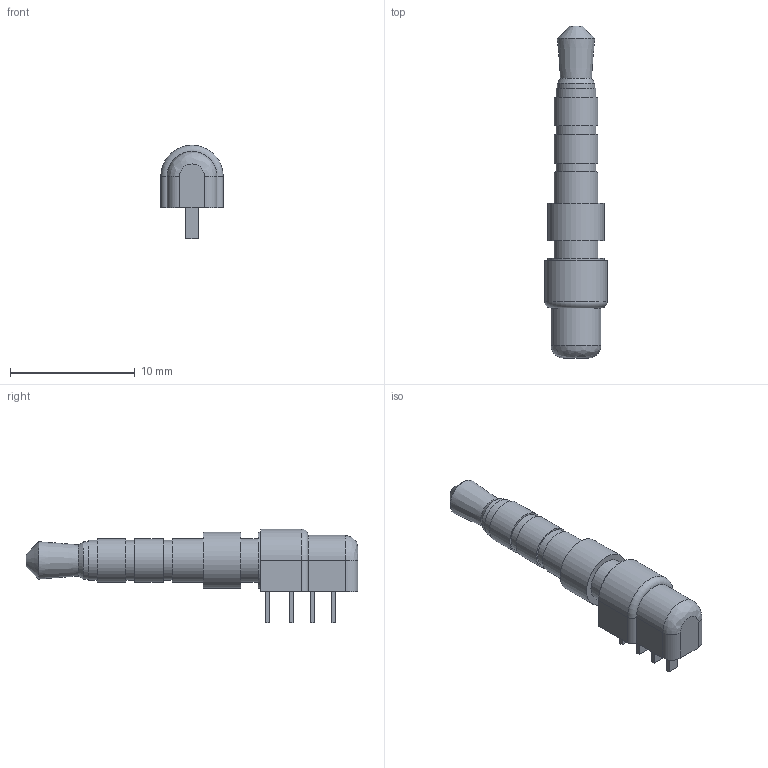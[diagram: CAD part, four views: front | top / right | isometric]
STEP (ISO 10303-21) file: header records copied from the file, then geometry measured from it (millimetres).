
FILE_DESCRIPTION(('FreeCAD Model'),'2;1');
FILE_NAME('Plug_3.5mm_CUI_SP-3541.step','2020-04-08T12:25:25',('kicad StepUp'),('ksu MCAD'), 'Open CASCADE STEP processor 7.3','FreeCAD','Unknown');
FILE_SCHEMA(('AUTOMOTIVE_DESIGN { 1 0 10303 214 1 1 1 1 }'));
Length unit declared in the file: millimetre
Products named in the file (1): Plug_3.5mm_CUI_SP-3541
Bounding box: 5 x 26.6 x 7.5 mm (x, y, z)
Volume: 327.2 mm3; surface area: 408.1 mm2
Topology: 1 solids, 1 shells, 58 faces, 120 edges, 78 vertices
Faces by surface type: plane 37, cylinder 16, cone 3, bspline 1, torus 1
Full cylindrical faces by diameter (mm): 3 x1, 3.2 x3, 3.5 x4, 4.5 x2
Entity records: 1953 total; most frequent: CARTESIAN_POINT 285, DIRECTION 262, ORIENTED_EDGE 240, EDGE_CURVE 120, AXIS2_PLACEMENT_3D 97, VERTEX_POINT 78, FACE_BOUND 72, EDGE_LOOP 72
